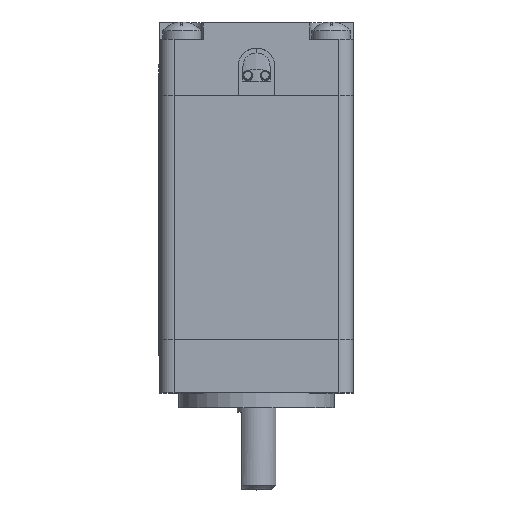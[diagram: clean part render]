
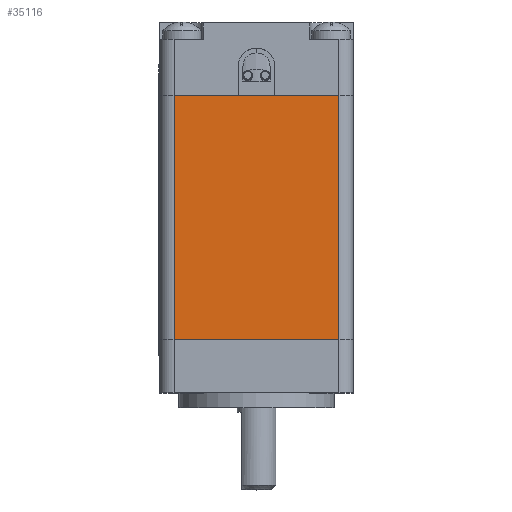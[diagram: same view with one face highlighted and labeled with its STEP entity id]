
A CAD part, top view. The second image highlights one B-rep face of the part: STEP entity #35116.
In plain terms, the highlighted face is planar.
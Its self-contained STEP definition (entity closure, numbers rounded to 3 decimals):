
#2066=LINE('',#55645,#5528);
#2215=LINE('',#56289,#5677);
#2364=LINE('',#56922,#5826);
#2365=LINE('',#56924,#5827);
#5528=VECTOR('',#43759,17.);
#5677=VECTOR('',#44282,17.);
#5826=VECTOR('',#44801,25.2);
#5827=VECTOR('',#44804,25.2);
#9326=FACE_OUTER_BOUND('',#11310,.T.);
#11310=EDGE_LOOP('',(#27969,#27970,#27971,#27972));
#15578=VERTEX_POINT('',#55642);
#15579=VERTEX_POINT('',#55644);
#15886=VERTEX_POINT('',#56286);
#15887=VERTEX_POINT('',#56288);
#19818=EDGE_CURVE('',#15578,#15579,#2066,.T.);
#20153=EDGE_CURVE('',#15887,#15886,#2215,.T.);
#20484=EDGE_CURVE('',#15578,#15887,#2364,.T.);
#20485=EDGE_CURVE('',#15579,#15886,#2365,.T.);
#27969=ORIENTED_EDGE('',*,*,#20153,.T.);
#27970=ORIENTED_EDGE('',*,*,#20485,.F.);
#27971=ORIENTED_EDGE('',*,*,#19818,.F.);
#27972=ORIENTED_EDGE('',*,*,#20484,.T.);
#33803=PLANE('',#37827);
#35116=ADVANCED_FACE('',(#9326),#33803,.F.);
#37827=AXIS2_PLACEMENT_3D('',#56923,#44802,#44803);
#43759=DIRECTION('',(0.,0.,-1.));
#44282=DIRECTION('',(0.,0.,-1.));
#44801=DIRECTION('',(-1.,0.,0.));
#44802=DIRECTION('center_axis',(0.,1.,0.));
#44803=DIRECTION('ref_axis',(0.,0.,1.));
#44804=DIRECTION('',(-1.,0.,0.));
#55642=CARTESIAN_POINT('',(25.2,-10.,8.5));
#55644=CARTESIAN_POINT('',(25.2,-10.,-8.5));
#55645=CARTESIAN_POINT('',(25.2,-10.,8.5));
#56286=CARTESIAN_POINT('',(0.,-10.,-8.5));
#56288=CARTESIAN_POINT('',(0.,-10.,8.5));
#56289=CARTESIAN_POINT('',(0.,-10.,8.5));
#56922=CARTESIAN_POINT('',(25.2,-10.,8.5));
#56923=CARTESIAN_POINT('Origin',(25.2,-10.,-8.5));
#56924=CARTESIAN_POINT('',(25.2,-10.,-8.5));
